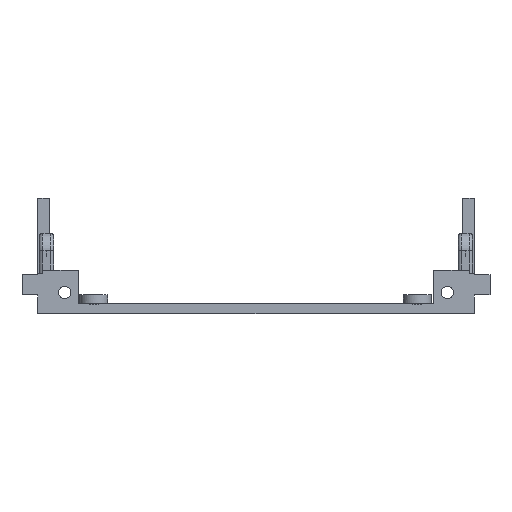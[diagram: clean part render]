
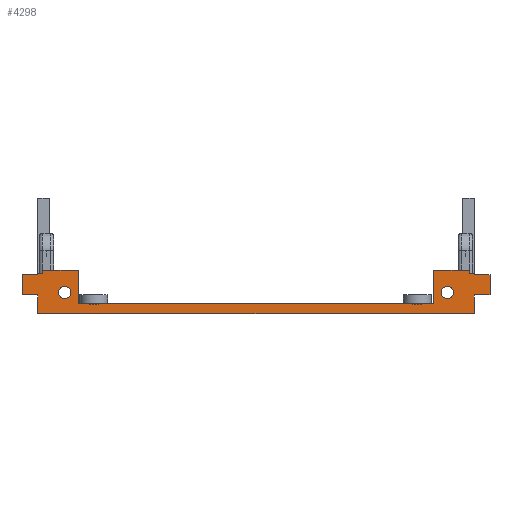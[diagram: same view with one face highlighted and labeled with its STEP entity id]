
A CAD part, front view. The second image highlights one B-rep face of the part: STEP entity #4298.
In plain terms, the highlighted planar face has unit normal (0, -1, 0).
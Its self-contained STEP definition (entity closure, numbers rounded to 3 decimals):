
#99=FACE_BOUND('',#955,.T.);
#100=FACE_BOUND('',#956,.T.);
#314=CIRCLE('',#4722,1.75);
#317=CIRCLE('',#4727,1.75);
#638=FACE_OUTER_BOUND('',#954,.T.);
#954=EDGE_LOOP('',(#3915,#3916,#3917,#3918,#3919,#3920,#3921,#3922,#3923,
#3924,#3925,#3926,#3927,#3928,#3929,#3930,#3931,#3932,#3933,#3934));
#955=EDGE_LOOP('',(#3935));
#956=EDGE_LOOP('',(#3936));
#962=LINE('',#6033,#1358);
#979=LINE('',#6067,#1375);
#1071=LINE('',#6450,#1467);
#1090=LINE('',#6483,#1486);
#1146=LINE('',#6645,#1542);
#1154=LINE('',#6662,#1550);
#1163=LINE('',#6699,#1559);
#1173=LINE('',#6717,#1569);
#1182=LINE('',#6736,#1578);
#1328=LINE('',#7189,#1724);
#1331=LINE('',#7195,#1727);
#1334=LINE('',#7200,#1730);
#1338=LINE('',#7210,#1734);
#1341=LINE('',#7216,#1737);
#1344=LINE('',#7221,#1740);
#1347=LINE('',#7227,#1743);
#1348=LINE('',#7229,#1744);
#1350=LINE('',#7234,#1746);
#1351=LINE('',#7236,#1747);
#1352=LINE('',#7238,#1748);
#1358=VECTOR('',#4760,10.);
#1375=VECTOR('',#4783,10.);
#1467=VECTOR('',#5213,10.);
#1486=VECTOR('',#5238,10.);
#1542=VECTOR('',#5350,10.);
#1550=VECTOR('',#5368,10.);
#1559=VECTOR('',#5413,10.);
#1569=VECTOR('',#5427,10.);
#1578=VECTOR('',#5448,10.);
#1724=VECTOR('',#5962,10.);
#1727=VECTOR('',#5967,10.);
#1730=VECTOR('',#5972,10.);
#1734=VECTOR('',#5984,10.);
#1737=VECTOR('',#5989,10.);
#1740=VECTOR('',#5994,10.);
#1743=VECTOR('',#6001,10.);
#1744=VECTOR('',#6004,10.);
#1746=VECTOR('',#6010,10.);
#1747=VECTOR('',#6013,10.);
#1748=VECTOR('',#6016,10.);
#1753=VERTEX_POINT('',#6030);
#1754=VERTEX_POINT('',#6032);
#1767=VERTEX_POINT('',#6064);
#1768=VERTEX_POINT('',#6066);
#1889=VERTEX_POINT('',#6447);
#1900=VERTEX_POINT('',#6480);
#1901=VERTEX_POINT('',#6482);
#1979=VERTEX_POINT('',#6643);
#1982=VERTEX_POINT('',#6659);
#1983=VERTEX_POINT('',#6661);
#1992=VERTEX_POINT('',#6696);
#1993=VERTEX_POINT('',#6698);
#1999=VERTEX_POINT('',#6716);
#2003=VERTEX_POINT('',#6734);
#2120=VERTEX_POINT('',#7168);
#2123=VERTEX_POINT('',#7177);
#2126=VERTEX_POINT('',#7188);
#2128=VERTEX_POINT('',#7194);
#2131=VERTEX_POINT('',#7209);
#2133=VERTEX_POINT('',#7215);
#2135=VERTEX_POINT('',#7225);
#2136=VERTEX_POINT('',#7232);
#2142=EDGE_CURVE('',#1753,#1754,#962,.T.);
#2159=EDGE_CURVE('',#1768,#1767,#979,.T.);
#2347=EDGE_CURVE('',#1767,#1889,#1071,.T.);
#2366=EDGE_CURVE('',#1900,#1901,#1090,.T.);
#2447=EDGE_CURVE('',#1889,#1979,#1146,.T.);
#2455=EDGE_CURVE('',#1983,#1982,#1154,.T.);
#2472=EDGE_CURVE('',#1992,#1993,#1163,.T.);
#2482=EDGE_CURVE('',#1993,#1999,#1173,.T.);
#2491=EDGE_CURVE('',#2003,#1753,#1182,.T.);
#2703=EDGE_CURVE('',#2120,#2120,#314,.T.);
#2707=EDGE_CURVE('',#2123,#2123,#317,.T.);
#2711=EDGE_CURVE('',#2126,#1900,#1328,.T.);
#2714=EDGE_CURVE('',#2128,#2126,#1331,.T.);
#2717=EDGE_CURVE('',#1999,#2128,#1334,.T.);
#2722=EDGE_CURVE('',#1979,#2131,#1338,.T.);
#2725=EDGE_CURVE('',#2131,#2133,#1341,.T.);
#2728=EDGE_CURVE('',#2133,#1901,#1344,.T.);
#2731=EDGE_CURVE('',#1982,#2135,#1347,.T.);
#2732=EDGE_CURVE('',#2135,#1768,#1348,.T.);
#2734=EDGE_CURVE('',#2136,#1992,#1350,.T.);
#2735=EDGE_CURVE('',#1754,#2136,#1351,.T.);
#2736=EDGE_CURVE('',#1983,#2003,#1352,.T.);
#3915=ORIENTED_EDGE('',*,*,#2736,.F.);
#3916=ORIENTED_EDGE('',*,*,#2455,.T.);
#3917=ORIENTED_EDGE('',*,*,#2731,.T.);
#3918=ORIENTED_EDGE('',*,*,#2732,.T.);
#3919=ORIENTED_EDGE('',*,*,#2159,.T.);
#3920=ORIENTED_EDGE('',*,*,#2347,.T.);
#3921=ORIENTED_EDGE('',*,*,#2447,.T.);
#3922=ORIENTED_EDGE('',*,*,#2722,.T.);
#3923=ORIENTED_EDGE('',*,*,#2725,.T.);
#3924=ORIENTED_EDGE('',*,*,#2728,.T.);
#3925=ORIENTED_EDGE('',*,*,#2366,.F.);
#3926=ORIENTED_EDGE('',*,*,#2711,.F.);
#3927=ORIENTED_EDGE('',*,*,#2714,.F.);
#3928=ORIENTED_EDGE('',*,*,#2717,.F.);
#3929=ORIENTED_EDGE('',*,*,#2482,.F.);
#3930=ORIENTED_EDGE('',*,*,#2472,.F.);
#3931=ORIENTED_EDGE('',*,*,#2734,.F.);
#3932=ORIENTED_EDGE('',*,*,#2735,.F.);
#3933=ORIENTED_EDGE('',*,*,#2142,.F.);
#3934=ORIENTED_EDGE('',*,*,#2491,.F.);
#3935=ORIENTED_EDGE('',*,*,#2703,.F.);
#3936=ORIENTED_EDGE('',*,*,#2707,.F.);
#4066=PLANE('',#4748);
#4298=ADVANCED_FACE('',(#638,#99,#100),#4066,.F.);
#4722=AXIS2_PLACEMENT_3D('',#7170,#5938,#5939);
#4727=AXIS2_PLACEMENT_3D('',#7179,#5949,#5950);
#4748=AXIS2_PLACEMENT_3D('',#7239,#6017,#6018);
#4760=DIRECTION('',(-1.,0.,0.));
#4783=DIRECTION('',(-1.,0.,0.));
#5213=DIRECTION('',(0.,0.,1.));
#5238=DIRECTION('',(1.,0.,0.));
#5350=DIRECTION('',(-1.,0.,0.));
#5368=DIRECTION('',(0.,0.,1.));
#5413=DIRECTION('',(0.,0.,1.));
#5427=DIRECTION('',(1.,0.,0.));
#5448=DIRECTION('',(0.,0.,1.));
#5938=DIRECTION('center_axis',(0.,-1.,0.));
#5939=DIRECTION('ref_axis',(1.,0.,0.));
#5949=DIRECTION('center_axis',(0.,-1.,0.));
#5950=DIRECTION('ref_axis',(1.,0.,0.));
#5962=DIRECTION('',(0.,0.,-1.));
#5967=DIRECTION('',(1.,0.,0.));
#5972=DIRECTION('',(0.,0.,1.));
#5984=DIRECTION('',(0.,0.,1.));
#5989=DIRECTION('',(-1.,0.,0.));
#5994=DIRECTION('',(0.,0.,-1.));
#6001=DIRECTION('',(1.,0.,0.));
#6004=DIRECTION('',(0.,0.,1.));
#6010=DIRECTION('',(1.,0.,0.));
#6013=DIRECTION('',(0.,0.,1.));
#6016=DIRECTION('',(-1.,0.,0.));
#6017=DIRECTION('center_axis',(0.,1.,0.));
#6018=DIRECTION('ref_axis',(1.,0.,0.));
#6030=CARTESIAN_POINT('',(-62.1,0.,5.4));
#6032=CARTESIAN_POINT('',(-66.55,0.,5.4));
#6033=CARTESIAN_POINT('',(-62.1,0.,5.4));
#6064=CARTESIAN_POINT('',(62.1,0.,11.15));
#6066=CARTESIAN_POINT('',(66.55,0.,11.15));
#6067=CARTESIAN_POINT('',(66.55,0.,11.15));
#6447=CARTESIAN_POINT('',(62.1,0.,11.6));
#6450=CARTESIAN_POINT('',(62.1,0.,11.15));
#6480=CARTESIAN_POINT('',(-50.6,0.,2.95));
#6482=CARTESIAN_POINT('',(50.6,0.,2.95));
#6483=CARTESIAN_POINT('',(-58.7,0.,2.95));
#6643=CARTESIAN_POINT('',(60.6,0.,11.6));
#6645=CARTESIAN_POINT('',(62.1,0.,11.6));
#6659=CARTESIAN_POINT('',(62.1,0.,5.4));
#6661=CARTESIAN_POINT('',(62.1,0.,0.));
#6662=CARTESIAN_POINT('',(62.1,0.,0.));
#6696=CARTESIAN_POINT('',(-62.1,0.,11.15));
#6698=CARTESIAN_POINT('',(-62.1,0.,11.6));
#6699=CARTESIAN_POINT('',(-62.1,0.,11.15));
#6716=CARTESIAN_POINT('',(-60.6,0.,11.6));
#6717=CARTESIAN_POINT('',(-62.1,0.,11.6));
#6734=CARTESIAN_POINT('',(-62.1,0.,0.));
#6736=CARTESIAN_POINT('',(-62.1,0.,0.));
#7168=CARTESIAN_POINT('',(52.65,0.,6.11));
#7170=CARTESIAN_POINT('Origin',(54.4,0.,6.11));
#7177=CARTESIAN_POINT('',(-56.15,0.,6.11));
#7179=CARTESIAN_POINT('Origin',(-54.4,0.,6.11));
#7188=CARTESIAN_POINT('',(-50.6,0.,12.45));
#7189=CARTESIAN_POINT('',(-50.6,0.,12.45));
#7194=CARTESIAN_POINT('',(-60.6,0.,12.45));
#7195=CARTESIAN_POINT('',(-60.6,0.,12.45));
#7200=CARTESIAN_POINT('',(-60.6,0.,11.6));
#7209=CARTESIAN_POINT('',(60.6,0.,12.45));
#7210=CARTESIAN_POINT('',(60.6,0.,11.6));
#7215=CARTESIAN_POINT('',(50.6,0.,12.45));
#7216=CARTESIAN_POINT('',(60.6,0.,12.45));
#7221=CARTESIAN_POINT('',(50.6,0.,12.45));
#7225=CARTESIAN_POINT('',(66.55,0.,5.4));
#7227=CARTESIAN_POINT('',(62.1,0.,5.4));
#7229=CARTESIAN_POINT('',(66.55,0.,5.4));
#7232=CARTESIAN_POINT('',(-66.55,0.,11.15));
#7234=CARTESIAN_POINT('',(-66.55,0.,11.15));
#7236=CARTESIAN_POINT('',(-66.55,0.,5.4));
#7238=CARTESIAN_POINT('',(0.,0.,0.));
#7239=CARTESIAN_POINT('Origin',(0.,0.,5.8));
